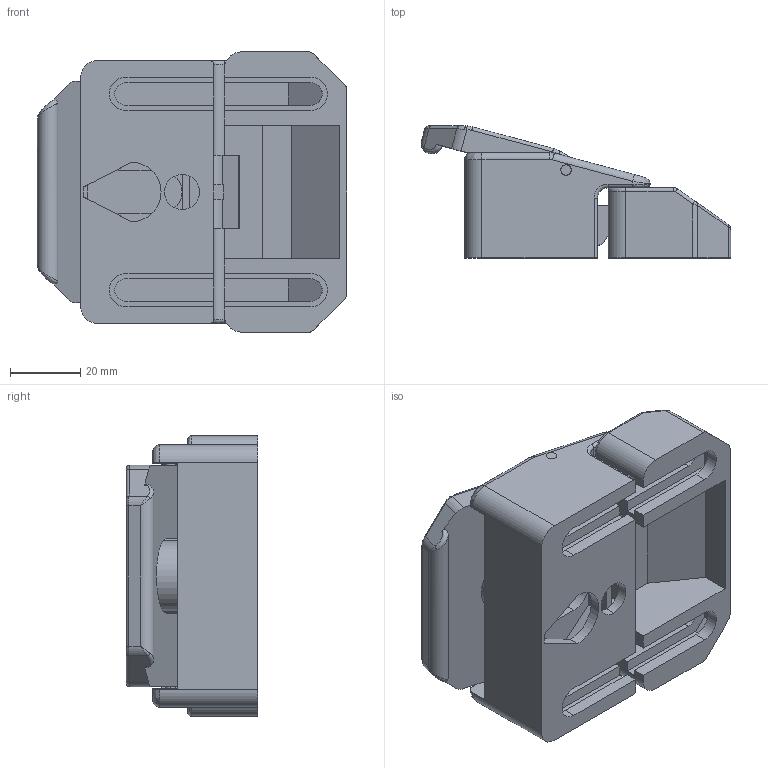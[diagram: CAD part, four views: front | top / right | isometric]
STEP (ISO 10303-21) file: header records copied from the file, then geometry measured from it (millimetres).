
FILE_DESCRIPTION (( 'STEP AP214' ), '1' );
FILE_NAME ('7330030', '2019-01-30T09:15:23', ( '' ), ('JUGARD+KÜNSTNER GmbH'), 'SwSTEP 2.0', 'SolidWorks 2017', '' );
FILE_SCHEMA (( 'AUTOMOTIVE_DESIGN' ));
Length unit declared in the file: millimetre
Products named in the file (7): 7330030; Part7; Part5; Part3; Part6; Part2; 0957101_7 103 - offen
Assembly tree (7 placements, depth 3):
  7330030
    Part7
    0957101_7 103 - offen
      Part5
      Part3  x2
      Part6
      Part2
Bounding box: 88.31 x 37.59 x 80 mm (x, y, z)
Volume: 97676.3 mm3; surface area: 42633 mm2
Topology: 6 solids, 6 shells, 299 faces, 766 edges, 480 vertices
Faces by surface type: plane 143, cylinder 104, bspline 50, cone 2
Entity records: 10386 total; most frequent: CARTESIAN_POINT 3191, ORIENTED_EDGE 1512, DIRECTION 1384, EDGE_CURVE 756, LINE 476, VERTEX_POINT 476, VECTOR 476, AXIS2_PLACEMENT_3D 454
